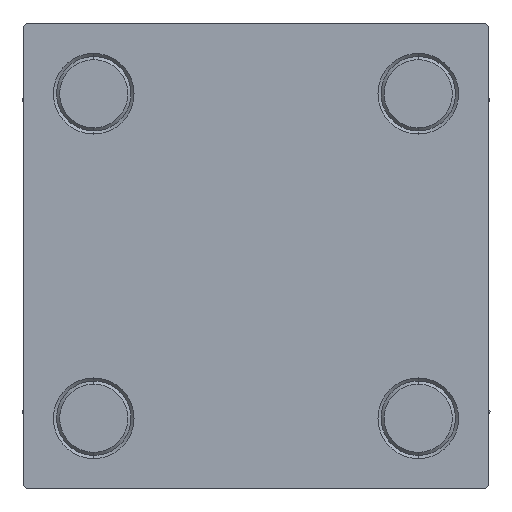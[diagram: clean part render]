
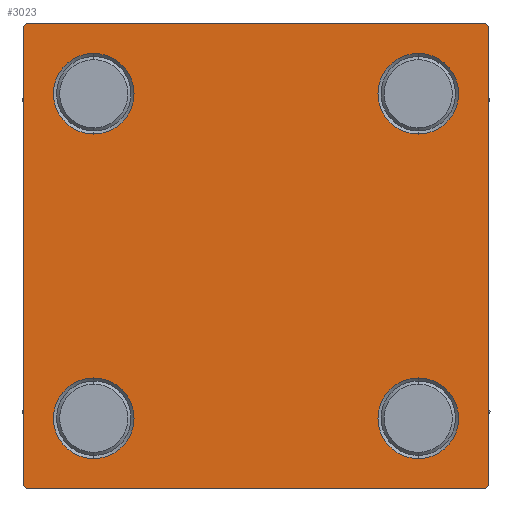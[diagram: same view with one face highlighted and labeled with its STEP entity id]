
A CAD part, left-side view. The second image highlights one B-rep face of the part: STEP entity #3023.
In plain terms, the highlighted planar face has unit normal (-1, 0, 0).
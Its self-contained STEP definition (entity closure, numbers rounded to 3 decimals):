
#333 = CARTESIAN_POINT ( 'NONE',  ( 0., 37.5, 37. ) ) ;
#562 = FACE_OUTER_BOUND ( 'NONE', #22469, .T. ) ;
#782 = VERTEX_POINT ( 'NONE', #6990 ) ;
#806 = DIRECTION ( 'NONE',  ( -1., 0., 0. ) ) ;
#1248 = DIRECTION ( 'NONE',  ( 1., 0., 0. ) ) ;
#1809 = DIRECTION ( 'NONE',  ( 1., 0., 0. ) ) ;
#1823 = EDGE_CURVE ( 'NONE', #782, #28538, #17221, .T. ) ;
#1867 = EDGE_LOOP ( 'NONE', ( #22952, #36382 ) ) ;
#1988 = DIRECTION ( 'NONE',  ( 0., 0.707, -0.707 ) ) ;
#2599 = CARTESIAN_POINT ( 'NONE',  ( 0., 26.15, -19.65 ) ) ;
#2930 = CARTESIAN_POINT ( 'NONE',  ( 0., 37., 37.5 ) ) ;
#3023 = ADVANCED_FACE ( 'NONE', ( #20024, #31868, #19770, #35158, #562 ), #15977, .T. ) ;
#3304 = CARTESIAN_POINT ( 'NONE',  ( 0., -37., -37.5 ) ) ;
#3391 = CARTESIAN_POINT ( 'NONE',  ( 0., -26.15, -26.15 ) ) ;
#3949 = DIRECTION ( 'NONE',  ( 0., 0., -1. ) ) ;
#4160 = DIRECTION ( 'NONE',  ( 0., -1., 0. ) ) ;
#4338 = ORIENTED_EDGE ( 'NONE', *, *, #25126, .T. ) ;
#4597 = CARTESIAN_POINT ( 'NONE',  ( 0., 0., 0. ) ) ;
#4800 = VERTEX_POINT ( 'NONE', #333 ) ;
#5117 = VERTEX_POINT ( 'NONE', #10908 ) ;
#5571 = CARTESIAN_POINT ( 'NONE',  ( 0., -26.15, -26.15 ) ) ;
#5866 = ORIENTED_EDGE ( 'NONE', *, *, #24346, .T. ) ;
#6396 = DIRECTION ( 'NONE',  ( 0., -0.707, 0.707 ) ) ;
#6583 = DIRECTION ( 'NONE',  ( 0., 0., 1. ) ) ;
#6603 = DIRECTION ( 'NONE',  ( 1., 0., 0. ) ) ;
#6861 = ORIENTED_EDGE ( 'NONE', *, *, #20701, .T. ) ;
#6918 = CARTESIAN_POINT ( 'NONE',  ( 0., -37., 37.5 ) ) ;
#6990 = CARTESIAN_POINT ( 'NONE',  ( 0., -26.15, 32.65 ) ) ;
#7027 = CARTESIAN_POINT ( 'NONE',  ( 0., -37.5, 37.5 ) ) ;
#9326 = CARTESIAN_POINT ( 'NONE',  ( 0., 37.25, 37.25 ) ) ;
#9649 = EDGE_LOOP ( 'NONE', ( #22329, #46645 ) ) ;
#9807 = CARTESIAN_POINT ( 'NONE',  ( 0., 26.15, -32.65 ) ) ;
#10775 = AXIS2_PLACEMENT_3D ( 'NONE', #4597, #806, #6583 ) ;
#10784 = CIRCLE ( 'NONE', #16470, 6.5 ) ;
#10831 = LINE ( 'NONE', #7027, #49167 ) ;
#10908 = CARTESIAN_POINT ( 'NONE',  ( 0., 26.15, 19.65 ) ) ;
#10993 = CARTESIAN_POINT ( 'NONE',  ( 0., 26.15, -26.15 ) ) ;
#11455 = ORIENTED_EDGE ( 'NONE', *, *, #38013, .T. ) ;
#11545 = AXIS2_PLACEMENT_3D ( 'NONE', #24105, #23604, #39493 ) ;
#12839 = ORIENTED_EDGE ( 'NONE', *, *, #36342, .T. ) ;
#12954 = DIRECTION ( 'NONE',  ( 1., 0., 0. ) ) ;
#13202 = DIRECTION ( 'NONE',  ( 0., 0., 1. ) ) ;
#13656 = EDGE_CURVE ( 'NONE', #4800, #23653, #23167, .T. ) ;
#13719 = VERTEX_POINT ( 'NONE', #15585 ) ;
#14215 = CARTESIAN_POINT ( 'NONE',  ( 0., 26.15, 26.15 ) ) ;
#14435 = CARTESIAN_POINT ( 'NONE',  ( 0., -37.5, -37. ) ) ;
#14487 = ORIENTED_EDGE ( 'NONE', *, *, #37209, .T. ) ;
#15521 = DIRECTION ( 'NONE',  ( 1., 0., 0. ) ) ;
#15585 = CARTESIAN_POINT ( 'NONE',  ( 0., -26.15, -32.65 ) ) ;
#15589 = DIRECTION ( 'NONE',  ( 0., -1., 0. ) ) ;
#15977 = PLANE ( 'NONE',  #10775 ) ;
#16047 = AXIS2_PLACEMENT_3D ( 'NONE', #20538, #12954, #32378 ) ;
#16470 = AXIS2_PLACEMENT_3D ( 'NONE', #36167, #1809, #13202 ) ;
#17036 = DIRECTION ( 'NONE',  ( 0., 0., 1. ) ) ;
#17221 = CIRCLE ( 'NONE', #11545, 6.5 ) ;
#17238 = VERTEX_POINT ( 'NONE', #2599 ) ;
#17672 = LINE ( 'NONE', #9326, #29960 ) ;
#17788 = AXIS2_PLACEMENT_3D ( 'NONE', #5571, #21001, #40425 ) ;
#17810 = CIRCLE ( 'NONE', #41190, 6.5 ) ;
#18703 = CIRCLE ( 'NONE', #25942, 6.5 ) ;
#18825 = DIRECTION ( 'NONE',  ( 1., 0., 0. ) ) ;
#19770 = FACE_BOUND ( 'NONE', #49023, .T. ) ;
#19977 = EDGE_CURVE ( 'NONE', #46841, #48027, #31479, .T. ) ;
#20024 = FACE_BOUND ( 'NONE', #1867, .T. ) ;
#20343 = CARTESIAN_POINT ( 'NONE',  ( 0., 37.5, -37.5 ) ) ;
#20393 = AXIS2_PLACEMENT_3D ( 'NONE', #3391, #15521, #46051 ) ;
#20538 = CARTESIAN_POINT ( 'NONE',  ( 0., 26.15, -26.15 ) ) ;
#20675 = ORIENTED_EDGE ( 'NONE', *, *, #19977, .F. ) ;
#20701 = EDGE_CURVE ( 'NONE', #48845, #17238, #41064, .T. ) ;
#20951 = LINE ( 'NONE', #32547, #44287 ) ;
#21001 = DIRECTION ( 'NONE',  ( 1., 0., 0. ) ) ;
#21622 = VERTEX_POINT ( 'NONE', #3304 ) ;
#21758 = AXIS2_PLACEMENT_3D ( 'NONE', #10993, #18825, #17036 ) ;
#22329 = ORIENTED_EDGE ( 'NONE', *, *, #30087, .T. ) ;
#22469 = EDGE_LOOP ( 'NONE', ( #28916, #4338, #37962, #47077, #45183, #14487, #20675, #39972 ) ) ;
#22952 = ORIENTED_EDGE ( 'NONE', *, *, #1823, .T. ) ;
#23167 = LINE ( 'NONE', #38551, #23914 ) ;
#23604 = DIRECTION ( 'NONE',  ( 1., 0., 0. ) ) ;
#23653 = VERTEX_POINT ( 'NONE', #26882 ) ;
#23914 = VECTOR ( 'NONE', #3949, 1000. ) ;
#24105 = CARTESIAN_POINT ( 'NONE',  ( 0., -26.15, 26.15 ) ) ;
#24327 = VECTOR ( 'NONE', #49466, 1000. ) ;
#24346 = EDGE_CURVE ( 'NONE', #17238, #48845, #41828, .T. ) ;
#25126 = EDGE_CURVE ( 'NONE', #23653, #29318, #20951, .T. ) ;
#25942 = AXIS2_PLACEMENT_3D ( 'NONE', #35603, #1248, #27525 ) ;
#26437 = VERTEX_POINT ( 'NONE', #28101 ) ;
#26657 = VECTOR ( 'NONE', #6396, 1000. ) ;
#26882 = CARTESIAN_POINT ( 'NONE',  ( 0., 37.5, -37. ) ) ;
#27525 = DIRECTION ( 'NONE',  ( 0., 0., 1. ) ) ;
#27629 = EDGE_CURVE ( 'NONE', #32818, #35264, #10831, .T. ) ;
#28101 = CARTESIAN_POINT ( 'NONE',  ( 0., 26.15, 32.65 ) ) ;
#28538 = VERTEX_POINT ( 'NONE', #37370 ) ;
#28916 = ORIENTED_EDGE ( 'NONE', *, *, #13656, .T. ) ;
#29318 = VERTEX_POINT ( 'NONE', #47348 ) ;
#29570 = CARTESIAN_POINT ( 'NONE',  ( 0., -37.5, 37. ) ) ;
#29960 = VECTOR ( 'NONE', #1988, 1000. ) ;
#30087 = EDGE_CURVE ( 'NONE', #31041, #13719, #38930, .T. ) ;
#31041 = VERTEX_POINT ( 'NONE', #32249 ) ;
#31063 = LINE ( 'NONE', #34348, #24327 ) ;
#31479 = LINE ( 'NONE', #31728, #43467 ) ;
#31728 = CARTESIAN_POINT ( 'NONE',  ( 0., 37.5, 37.5 ) ) ;
#31868 = FACE_BOUND ( 'NONE', #9649, .T. ) ;
#32249 = CARTESIAN_POINT ( 'NONE',  ( 0., -26.15, -19.65 ) ) ;
#32378 = DIRECTION ( 'NONE',  ( 0., 0., 1. ) ) ;
#32547 = CARTESIAN_POINT ( 'NONE',  ( 0., 37.25, -37.25 ) ) ;
#32818 = VERTEX_POINT ( 'NONE', #29570 ) ;
#33079 = DIRECTION ( 'NONE',  ( 0., 0., -1. ) ) ;
#34168 = EDGE_CURVE ( 'NONE', #13719, #31041, #39522, .T. ) ;
#34348 = CARTESIAN_POINT ( 'NONE',  ( 0., -37.25, 37.25 ) ) ;
#34790 = EDGE_CURVE ( 'NONE', #21622, #35264, #36202, .T. ) ;
#35158 = FACE_BOUND ( 'NONE', #48052, .T. ) ;
#35264 = VERTEX_POINT ( 'NONE', #14435 ) ;
#35603 = CARTESIAN_POINT ( 'NONE',  ( 0., 26.15, 26.15 ) ) ;
#36167 = CARTESIAN_POINT ( 'NONE',  ( 0., -26.15, 26.15 ) ) ;
#36202 = LINE ( 'NONE', #40753, #26657 ) ;
#36342 = EDGE_CURVE ( 'NONE', #5117, #26437, #18703, .T. ) ;
#36382 = ORIENTED_EDGE ( 'NONE', *, *, #45439, .T. ) ;
#36441 = EDGE_CURVE ( 'NONE', #46841, #4800, #17672, .T. ) ;
#37209 = EDGE_CURVE ( 'NONE', #32818, #48027, #31063, .T. ) ;
#37370 = CARTESIAN_POINT ( 'NONE',  ( 0., -26.15, 19.65 ) ) ;
#37896 = DIRECTION ( 'NONE',  ( 0., 0., 1. ) ) ;
#37962 = ORIENTED_EDGE ( 'NONE', *, *, #44090, .T. ) ;
#38013 = EDGE_CURVE ( 'NONE', #26437, #5117, #17810, .T. ) ;
#38551 = CARTESIAN_POINT ( 'NONE',  ( 0., 37.5, 37.5 ) ) ;
#38930 = CIRCLE ( 'NONE', #20393, 6.5 ) ;
#39493 = DIRECTION ( 'NONE',  ( 0., 0., 1. ) ) ;
#39522 = CIRCLE ( 'NONE', #17788, 6.5 ) ;
#39972 = ORIENTED_EDGE ( 'NONE', *, *, #36441, .T. ) ;
#40425 = DIRECTION ( 'NONE',  ( 0., 0., 1. ) ) ;
#40753 = CARTESIAN_POINT ( 'NONE',  ( 0., -37.25, -37.25 ) ) ;
#41064 = CIRCLE ( 'NONE', #16047, 6.5 ) ;
#41190 = AXIS2_PLACEMENT_3D ( 'NONE', #14215, #6603, #37896 ) ;
#41828 = CIRCLE ( 'NONE', #21758, 6.5 ) ;
#43467 = VECTOR ( 'NONE', #15589, 1000. ) ;
#44090 = EDGE_CURVE ( 'NONE', #29318, #21622, #47075, .T. ) ;
#44287 = VECTOR ( 'NONE', #47926, 1000. ) ;
#44599 = VECTOR ( 'NONE', #4160, 1000. ) ;
#45183 = ORIENTED_EDGE ( 'NONE', *, *, #27629, .F. ) ;
#45439 = EDGE_CURVE ( 'NONE', #28538, #782, #10784, .T. ) ;
#46051 = DIRECTION ( 'NONE',  ( 0., 0., 1. ) ) ;
#46645 = ORIENTED_EDGE ( 'NONE', *, *, #34168, .T. ) ;
#46841 = VERTEX_POINT ( 'NONE', #2930 ) ;
#47075 = LINE ( 'NONE', #20343, #44599 ) ;
#47077 = ORIENTED_EDGE ( 'NONE', *, *, #34790, .T. ) ;
#47348 = CARTESIAN_POINT ( 'NONE',  ( 0., 37., -37.5 ) ) ;
#47926 = DIRECTION ( 'NONE',  ( 0., -0.707, -0.707 ) ) ;
#48027 = VERTEX_POINT ( 'NONE', #6918 ) ;
#48052 = EDGE_LOOP ( 'NONE', ( #11455, #12839 ) ) ;
#48845 = VERTEX_POINT ( 'NONE', #9807 ) ;
#49023 = EDGE_LOOP ( 'NONE', ( #5866, #6861 ) ) ;
#49167 = VECTOR ( 'NONE', #33079, 1000. ) ;
#49466 = DIRECTION ( 'NONE',  ( 0., 0.707, 0.707 ) ) ;
